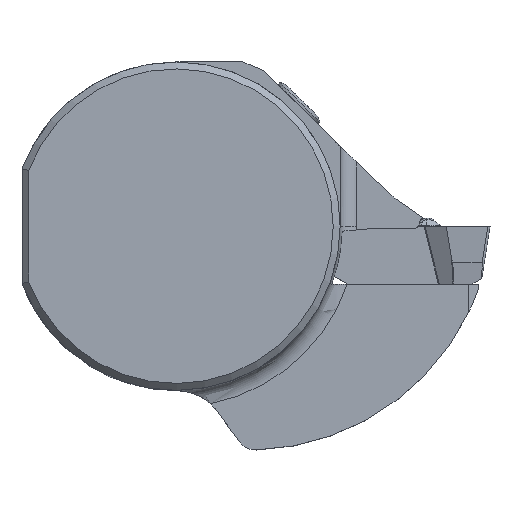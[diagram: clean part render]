
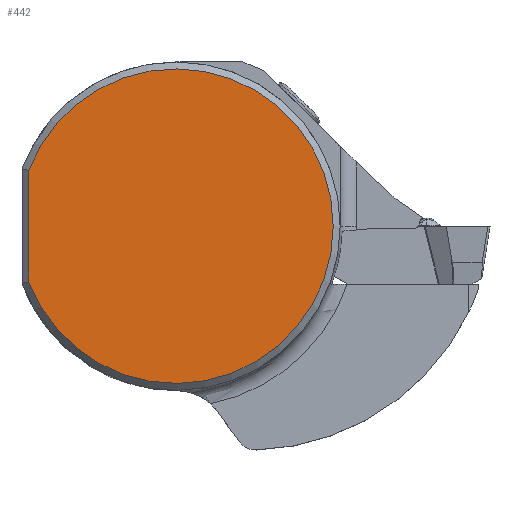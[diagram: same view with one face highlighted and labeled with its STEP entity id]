
A CAD part, top view. The second image highlights one B-rep face of the part: STEP entity #442.
In plain terms, the highlighted planar face has unit normal (0, 0, 1).
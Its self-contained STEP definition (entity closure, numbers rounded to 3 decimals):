
#209=CIRCLE('',#2431,15.325);
#442=ADVANCED_FACE('',(#618),#523,.F.);
#523=PLANE('',#2434);
#618=FACE_OUTER_BOUND('',#739,.T.);
#739=EDGE_LOOP('',(#1250,#1251));
#1250=ORIENTED_EDGE('',*,*,#1815,.F.);
#1251=ORIENTED_EDGE('',*,*,#1879,.T.);
#1544=VERTEX_POINT('',#4429);
#1545=VERTEX_POINT('',#4434);
#1815=EDGE_CURVE('',#1545,#1544,#2029,.T.);
#1879=EDGE_CURVE('',#1545,#1544,#209,.T.);
#2029=LINE('',#4435,#2174);
#2174=VECTOR('',#2759,1.);
#2431=AXIS2_PLACEMENT_3D('',#4593,#2878,#2879);
#2434=AXIS2_PLACEMENT_3D('',#4596,#2884,#2885);
#2759=DIRECTION('',(0.,1.,0.));
#2878=DIRECTION('',(0.,0.,1.));
#2879=DIRECTION('',(1.,0.,0.));
#2884=DIRECTION('',(0.,0.,-1.));
#2885=DIRECTION('',(1.,0.,0.));
#4429=CARTESIAN_POINT('',(-14.325,5.445,0.));
#4434=CARTESIAN_POINT('',(-14.325,-5.445,0.));
#4435=CARTESIAN_POINT('',(-14.325,16.,0.));
#4593=CARTESIAN_POINT('',(0.,0.,0.));
#4596=CARTESIAN_POINT('',(0.,0.,0.));
